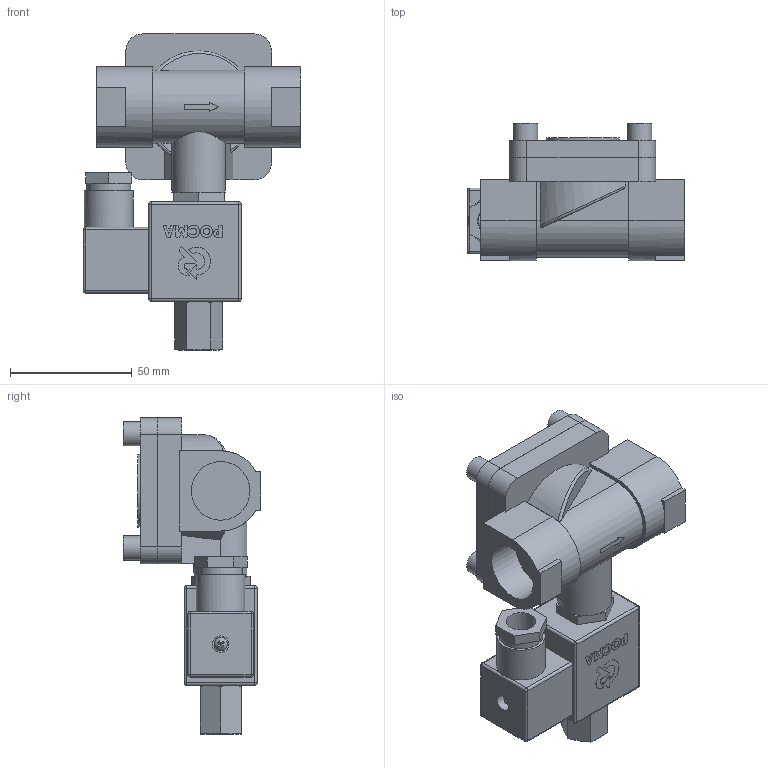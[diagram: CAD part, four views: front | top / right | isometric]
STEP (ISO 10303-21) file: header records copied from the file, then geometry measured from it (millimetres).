
FILE_DESCRIPTION(/* description */ ('СК-21-20-ВД'),/* implementation_level */ '2;1');
FILE_NAME(/* name */ 'СК-21-20-ВД.stp',/* time_stamp */ '2023-03-10T13:26:42+03:00',/* author */ ('Tech'),/* organization */ (''),/* preprocessor_version */ 'ST-DEVELOPER v18.1',/* originating_system */ 'Autodesk Inventor 2021',/* authorisation */ '');
FILE_SCHEMA (('AUTOMOTIVE_DESIGN { 1 0 10303 214 3 1 1 }'));
Length unit declared in the file: millimetre
Products named in the file (1): СК-21-20-ВД
Bounding box: 89.5 x 56.6 x 130 mm (x, y, z)
Volume: 175761 mm3; surface area: 51641.2 mm2
Topology: 3 solids, 3 shells, 363 faces, 912 edges, 592 vertices
Faces by surface type: plane 241, cylinder 90, cone 14, sphere 13, bspline 3, torus 2
Full cylindrical faces by diameter (mm): 2.584 x1, 3 x2, 4.5 x1, 5.115 x1, 5.5 x2, 6.8 x1, 10 x5, 10.25 x1, 12 x2, 12.3 x1, 13 x1, 16.5 x2, 16.7 x1, 18 x1, 20 x1, 22 x1, 24.117 x2, 30 x1
Entity records: 11121 total; most frequent: CARTESIAN_POINT 2226, DIRECTION 1854, ORIENTED_EDGE 1820, EDGE_CURVE 910, AXIS2_PLACEMENT_3D 636, VERTEX_POINT 592, LINE 582, VECTOR 582
